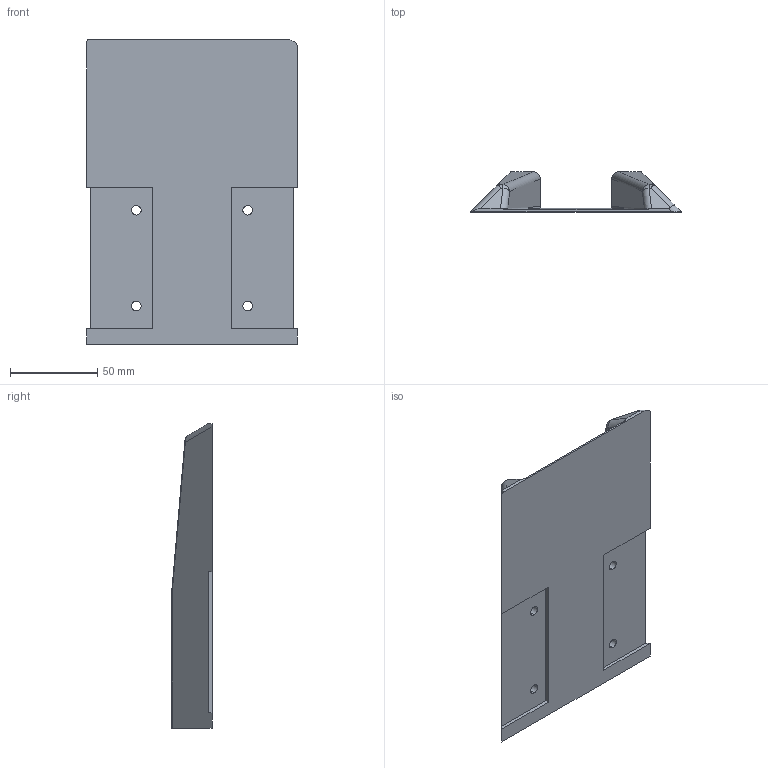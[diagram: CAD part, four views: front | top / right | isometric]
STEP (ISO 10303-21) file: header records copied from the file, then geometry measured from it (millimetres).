
FILE_DESCRIPTION (( 'STEP AP214' ), '1' );
FILE_NAME ('6650015', '2019-02-01T11:54:52', ( '' ), ('JUGARD+KÜNSTNER GmbH'), 'SwSTEP 2.0', 'SolidWorks 2017', '' );
FILE_SCHEMA (( 'AUTOMOTIVE_DESIGN' ));
Length unit declared in the file: millimetre
Products named in the file (1): 6650015_CNAJF00
Bounding box: 121 x 23 x 175 mm (x, y, z)
Volume: 178914.8 mm3; surface area: 54337.2 mm2
Topology: 1 solids, 1 shells, 89 faces, 225 edges, 136 vertices
Faces by surface type: cylinder 42, plane 29, bspline 18
Entity records: 3294 total; most frequent: CARTESIAN_POINT 1253, ORIENTED_EDGE 442, DIRECTION 388, EDGE_CURVE 221, AXIS2_PLACEMENT_3D 140, VERTEX_POINT 136, VECTOR 108, LINE 108
